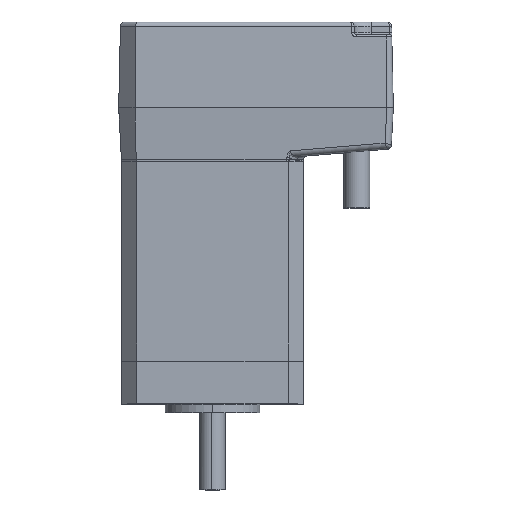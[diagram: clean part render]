
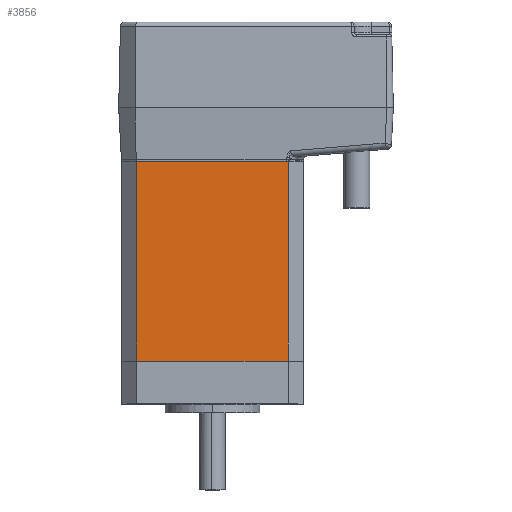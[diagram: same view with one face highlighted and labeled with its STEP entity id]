
A CAD part, top view. The second image highlights one B-rep face of the part: STEP entity #3856.
In plain terms, the highlighted planar face has unit normal (0, 0, 1).
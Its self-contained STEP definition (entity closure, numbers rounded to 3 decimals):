
#2351 = CARTESIAN_POINT ( 'NONE',  ( -17.65, 47., 21.15 ) ) ;
#3851 = VERTEX_POINT ( 'NONE', #15524 ) ;
#3853 = EDGE_CURVE ( 'NONE', #3917, #3857, #15513, .T. ) ;
#3856 = ADVANCED_FACE ( 'NONE', ( #15509 ), #15514, .F. ) ;
#3857 = VERTEX_POINT ( 'NONE', #15523 ) ;
#3864 = EDGE_LOOP ( 'NONE', ( #3871, #3904, #3908, #3912 ) ) ;
#3869 = EDGE_CURVE ( 'NONE', #3851, #3857, #15580, .T. ) ;
#3871 = ORIENTED_EDGE ( 'NONE', *, *, #3853, .T. ) ;
#3872 = EDGE_CURVE ( 'NONE', #17851, #3917, #15568, .T. ) ;
#3904 = ORIENTED_EDGE ( 'NONE', *, *, #3869, .F. ) ;
#3905 = EDGE_CURVE ( 'NONE', #17851, #3851, #15737, .T. ) ;
#3908 = ORIENTED_EDGE ( 'NONE', *, *, #3905, .F. ) ;
#3912 = ORIENTED_EDGE ( 'NONE', *, *, #3872, .T. ) ;
#3917 = VERTEX_POINT ( 'NONE', #15764 ) ;
#15459 = DIRECTION ( 'NONE',  ( 0., 0., -1. ) ) ;
#15495 = DIRECTION ( 'NONE',  ( -1., 0., 0. ) ) ;
#15509 = FACE_OUTER_BOUND ( 'NONE', #3864, .T. ) ;
#15511 = DIRECTION ( 'NONE',  ( 1., 0., 0. ) ) ;
#15512 = VECTOR ( 'NONE', #15511, 1000. ) ;
#15513 = LINE ( 'NONE', #15529, #15512 ) ;
#15514 = PLANE ( 'NONE',  #15526 ) ;
#15522 = CARTESIAN_POINT ( 'NONE',  ( -17.65, 30.6, 21.15 ) ) ;
#15523 = CARTESIAN_POINT ( 'NONE',  ( 17.65, 0., 21.15 ) ) ;
#15524 = CARTESIAN_POINT ( 'NONE',  ( 17.65, 47., 21.15 ) ) ;
#15526 = AXIS2_PLACEMENT_3D ( 'NONE', #15522, #15459, #15495 ) ;
#15529 = CARTESIAN_POINT ( 'NONE',  ( -17.65, 0., 21.15 ) ) ;
#15564 = DIRECTION ( 'NONE',  ( 0., -1., 0. ) ) ;
#15566 = VECTOR ( 'NONE', #15564, 1000. ) ;
#15567 = CARTESIAN_POINT ( 'NONE',  ( -17.65, 30.6, 21.15 ) ) ;
#15568 = LINE ( 'NONE', #15567, #15566 ) ;
#15570 = DIRECTION ( 'NONE',  ( 0., -1., 0. ) ) ;
#15571 = VECTOR ( 'NONE', #15570, 1000. ) ;
#15573 = CARTESIAN_POINT ( 'NONE',  ( 17.65, 30.6, 21.15 ) ) ;
#15580 = LINE ( 'NONE', #15573, #15571 ) ;
#15696 = CARTESIAN_POINT ( 'NONE',  ( -17.65, 47., 21.15 ) ) ;
#15737 = LINE ( 'NONE', #15696, #15794 ) ;
#15764 = CARTESIAN_POINT ( 'NONE',  ( -17.65, 0., 21.15 ) ) ;
#15793 = DIRECTION ( 'NONE',  ( 1., 0., 0. ) ) ;
#15794 = VECTOR ( 'NONE', #15793, 1000. ) ;
#17851 = VERTEX_POINT ( 'NONE', #2351 ) ;
